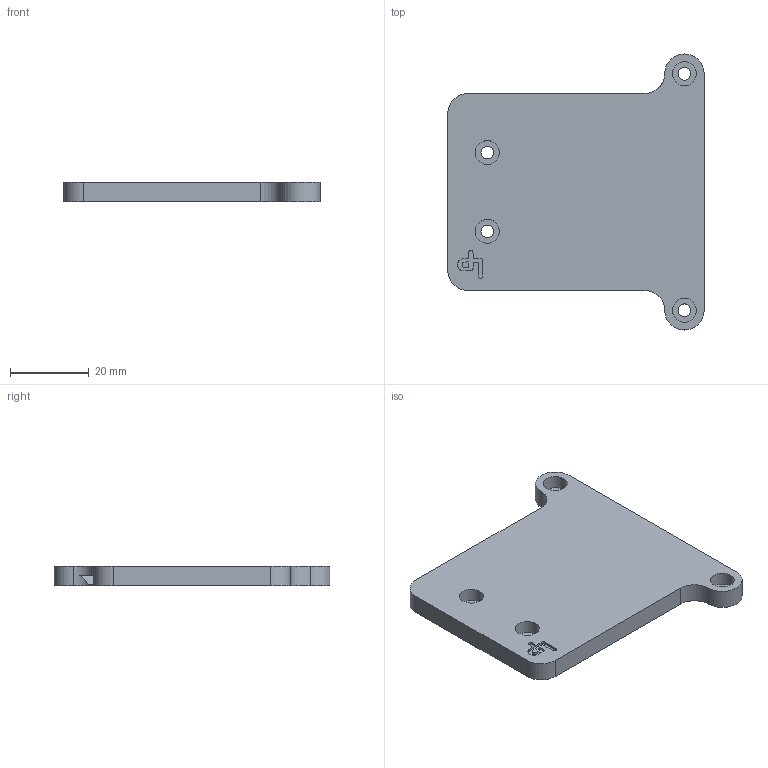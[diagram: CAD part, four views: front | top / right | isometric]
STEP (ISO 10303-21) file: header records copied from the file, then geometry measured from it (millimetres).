
FILE_DESCRIPTION(/* description */ (''),/* implementation_level */ '2;1');
FILE_NAME(/* name */ 'LPA_EmptyPlate_XCarriage v3.0.stp',/* time_stamp */ '2017-01-25T10:24:28+01:00',/* author */ (''),/* organization */ (''),/* preprocessor_version */ 'ST-DEVELOPER v15.2',/* originating_system */ 'Autodesk Translator Framework v2.0.0.5431',/* authorisation */ '');
FILE_SCHEMA (('AUTOMOTIVE_DESIGN { 1 0 10303 214 3 1 1 }'));
Length unit declared in the file: centimetre
Products named in the file (1): LPA_XCarriage v3.0
Bounding box: 65 x 70 x 5 mm (x, y, z)
Volume: 14511.8 mm3; surface area: 9053.3 mm2
Topology: 1 solids, 1 shells, 73 faces, 195 edges, 130 vertices
Faces by surface type: plane 32, bspline 23, cylinder 18
Full cylindrical faces by diameter (mm): 3.24 x4, 6.1 x4
Entity records: 2504 total; most frequent: CARTESIAN_POINT 797, ORIENTED_EDGE 374, DIRECTION 279, EDGE_CURVE 187, VERTEX_POINT 130, LINE 103, VECTOR 103, EDGE_LOOP 95
